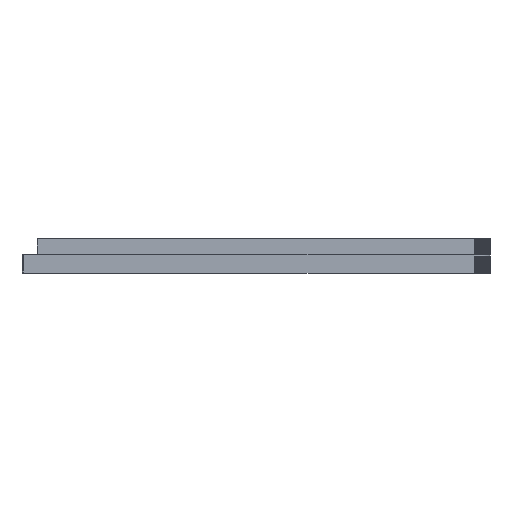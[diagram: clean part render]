
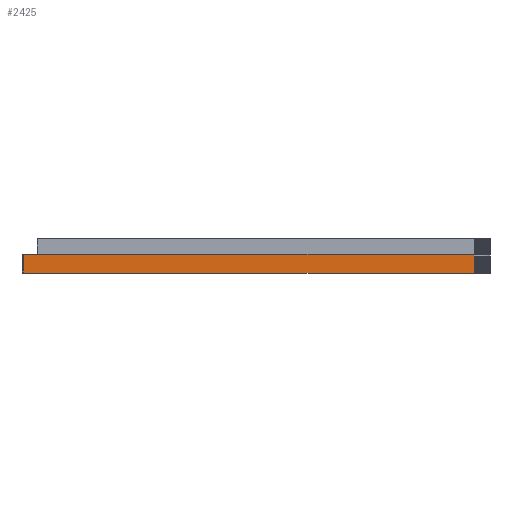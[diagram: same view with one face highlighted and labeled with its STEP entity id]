
A CAD part, front view. The second image highlights one B-rep face of the part: STEP entity #2425.
In plain terms, the highlighted free-form (B-spline) face has degree [1, 1] with [2, 2] control points.
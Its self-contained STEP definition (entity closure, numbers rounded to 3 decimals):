
#31 = B_SPLINE_SURFACE_WITH_KNOTS('',1,1,(
    (#32,#33)
    ,(#34,#35)),.UNSPECIFIED.,.F.,.F.,.F.,(2,2),(2,2),(-905.146,
    1035.917),(-2029.415,2029.415),
  .PIECEWISE_BEZIER_KNOTS.);
#32 = CARTESIAN_POINT('',(55.868,9.921,31.4
    ));
#33 = CARTESIAN_POINT('',(55.868,113.015,
    31.4));
#34 = CARTESIAN_POINT('',(6.565,9.921,31.4)
  );
#35 = CARTESIAN_POINT('',(6.565,113.015,31.4
    ));
#1304 = VERTEX_POINT('',#1305);
#1305 = CARTESIAN_POINT('',(54.218,11.518,
    31.4));
#1317 = B_SPLINE_SURFACE_WITH_KNOTS('',1,1,(
    (#1318,#1319)
    ,(#1320,#1321
    )),.UNSPECIFIED.,.F.,.F.,.F.,(2,2),(2,2),(0.,125.872),(
    -141.732,0.),.PIECEWISE_BEZIER_KNOTS.);
#1318 = CARTESIAN_POINT('',(54.218,9.921,
    35.));
#1319 = CARTESIAN_POINT('',(54.218,9.921,
    31.4));
#1320 = CARTESIAN_POINT('',(54.218,13.118,
    35.));
#1321 = CARTESIAN_POINT('',(54.218,13.118,
    31.4));
#1328 = EDGE_CURVE('',#1329,#1304,#1331,.T.);
#1329 = VERTEX_POINT('',#1330);
#1330 = CARTESIAN_POINT('',(6.715,11.518,
    31.4));
#1331 = SURFACE_CURVE('',#1332,(#1335,#1341),.PCURVE_S1.);
#1332 = B_SPLINE_CURVE_WITH_KNOTS('',1,(#1333,#1334),.UNSPECIFIED.,.F.,
  .F.,(2,2),(0.,1870.197),.PIECEWISE_BEZIER_KNOTS.);
#1333 = CARTESIAN_POINT('',(6.715,11.518,
    31.4));
#1334 = CARTESIAN_POINT('',(54.218,11.518,
    31.4));
#1335 = PCURVE('',#31,#1336);
#1336 = DEFINITIONAL_REPRESENTATION('',(#1337),#1340);
#1337 = B_SPLINE_CURVE_WITH_KNOTS('',1,(#1338,#1339),.UNSPECIFIED.,.F.,
  .F.,(2,2),(0.,1870.197),.PIECEWISE_BEZIER_KNOTS.);
#1338 = CARTESIAN_POINT('',(1030.011,-1966.535));
#1339 = CARTESIAN_POINT('',(-840.186,-1966.535));
#1340 = ( GEOMETRIC_REPRESENTATION_CONTEXT(2) 
PARAMETRIC_REPRESENTATION_CONTEXT() REPRESENTATION_CONTEXT('2D SPACE',''
  ) );
#1341 = PCURVE('',#1342,#1347);
#1342 = B_SPLINE_SURFACE_WITH_KNOTS('',1,1,(
    (#1343,#1344)
    ,(#1345,#1346
    )),.UNSPECIFIED.,.F.,.F.,.F.,(2,2),(2,2),(0.,1870.197),(-78.74,
    0.),.PIECEWISE_BEZIER_KNOTS.);
#1343 = CARTESIAN_POINT('',(6.715,11.518,
    33.4));
#1344 = CARTESIAN_POINT('',(6.715,11.518,
    31.4));
#1345 = CARTESIAN_POINT('',(54.218,11.518,
    33.4));
#1346 = CARTESIAN_POINT('',(54.218,11.518,
    31.4));
#1347 = DEFINITIONAL_REPRESENTATION('',(#1348),#1351);
#1348 = B_SPLINE_CURVE_WITH_KNOTS('',1,(#1349,#1350),.UNSPECIFIED.,.F.,
  .F.,(2,2),(0.,1870.197),.PIECEWISE_BEZIER_KNOTS.);
#1349 = CARTESIAN_POINT('',(0.,0.));
#1350 = CARTESIAN_POINT('',(1870.197,0.));
#1351 = ( GEOMETRIC_REPRESENTATION_CONTEXT(2) 
PARAMETRIC_REPRESENTATION_CONTEXT() REPRESENTATION_CONTEXT('2D SPACE',''
  ) );
#1367 = B_SPLINE_SURFACE_WITH_KNOTS('',1,1,(
    (#1368,#1369)
    ,(#1370,#1371
    )),.UNSPECIFIED.,.F.,.F.,.F.,(2,2),(2,2),(0.,0.403),(-78.74
    ,0.),.PIECEWISE_BEZIER_KNOTS.);
#1368 = CARTESIAN_POINT('',(6.705,11.518,
    33.4));
#1369 = CARTESIAN_POINT('',(6.705,11.518,
    31.4));
#1370 = CARTESIAN_POINT('',(6.715,11.518,
    33.4));
#1371 = CARTESIAN_POINT('',(6.715,11.518,
    31.4));
#2425 = ADVANCED_FACE('',(#2426),#1342,.F.);
#2426 = FACE_BOUND('',#2427,.F.);
#2427 = EDGE_LOOP('',(#2428,#2429,#2449,#2474));
#2428 = ORIENTED_EDGE('',*,*,#1328,.F.);
#2429 = ORIENTED_EDGE('',*,*,#2430,.T.);
#2430 = EDGE_CURVE('',#1329,#2431,#2433,.T.);
#2431 = VERTEX_POINT('',#2432);
#2432 = CARTESIAN_POINT('',(6.715,11.518,
    33.4));
#2433 = SURFACE_CURVE('',#2434,(#2437,#2443),.PCURVE_S1.);
#2434 = B_SPLINE_CURVE_WITH_KNOTS('',1,(#2435,#2436),.UNSPECIFIED.,.F.,
  .F.,(2,2),(0.,78.74),.PIECEWISE_BEZIER_KNOTS.);
#2435 = CARTESIAN_POINT('',(6.715,11.518,
    31.4));
#2436 = CARTESIAN_POINT('',(6.715,11.518,
    33.4));
#2437 = PCURVE('',#1342,#2438);
#2438 = DEFINITIONAL_REPRESENTATION('',(#2439),#2442);
#2439 = B_SPLINE_CURVE_WITH_KNOTS('',1,(#2440,#2441),.UNSPECIFIED.,.F.,
  .F.,(2,2),(0.,78.74),.PIECEWISE_BEZIER_KNOTS.);
#2440 = CARTESIAN_POINT('',(0.,0.));
#2441 = CARTESIAN_POINT('',(0.,-78.74));
#2442 = ( GEOMETRIC_REPRESENTATION_CONTEXT(2) 
PARAMETRIC_REPRESENTATION_CONTEXT() REPRESENTATION_CONTEXT('2D SPACE',''
  ) );
#2443 = PCURVE('',#1367,#2444);
#2444 = DEFINITIONAL_REPRESENTATION('',(#2445),#2448);
#2445 = B_SPLINE_CURVE_WITH_KNOTS('',1,(#2446,#2447),.UNSPECIFIED.,.F.,
  .F.,(2,2),(0.,78.74),.PIECEWISE_BEZIER_KNOTS.);
#2446 = CARTESIAN_POINT('',(0.403,0.));
#2447 = CARTESIAN_POINT('',(0.403,-78.74));
#2448 = ( GEOMETRIC_REPRESENTATION_CONTEXT(2) 
PARAMETRIC_REPRESENTATION_CONTEXT() REPRESENTATION_CONTEXT('2D SPACE',''
  ) );
#2449 = ORIENTED_EDGE('',*,*,#2450,.T.);
#2450 = EDGE_CURVE('',#2431,#2451,#2453,.T.);
#2451 = VERTEX_POINT('',#2452);
#2452 = CARTESIAN_POINT('',(54.218,11.518,
    33.4));
#2453 = SURFACE_CURVE('',#2454,(#2457,#2463),.PCURVE_S1.);
#2454 = B_SPLINE_CURVE_WITH_KNOTS('',1,(#2455,#2456),.UNSPECIFIED.,.F.,
  .F.,(2,2),(0.,1870.197),.PIECEWISE_BEZIER_KNOTS.);
#2455 = CARTESIAN_POINT('',(6.715,11.518,
    33.4));
#2456 = CARTESIAN_POINT('',(54.218,11.518,
    33.4));
#2457 = PCURVE('',#1342,#2458);
#2458 = DEFINITIONAL_REPRESENTATION('',(#2459),#2462);
#2459 = B_SPLINE_CURVE_WITH_KNOTS('',1,(#2460,#2461),.UNSPECIFIED.,.F.,
  .F.,(2,2),(0.,1870.197),.PIECEWISE_BEZIER_KNOTS.);
#2460 = CARTESIAN_POINT('',(0.,-78.74));
#2461 = CARTESIAN_POINT('',(1870.197,-78.74));
#2462 = ( GEOMETRIC_REPRESENTATION_CONTEXT(2) 
PARAMETRIC_REPRESENTATION_CONTEXT() REPRESENTATION_CONTEXT('2D SPACE',''
  ) );
#2463 = PCURVE('',#2464,#2469);
#2464 = B_SPLINE_SURFACE_WITH_KNOTS('',1,1,(
    (#2465,#2466)
    ,(#2467,#2468
    )),.UNSPECIFIED.,.F.,.F.,.F.,(2,2),(2,2),(-951.26,
    924.842),(-1966.535,1966.535),
  .PIECEWISE_BEZIER_KNOTS.);
#2465 = CARTESIAN_POINT('',(6.565,11.518,
    33.4));
#2466 = CARTESIAN_POINT('',(6.565,111.418,
    33.4));
#2467 = CARTESIAN_POINT('',(54.218,11.518,
    33.4));
#2468 = CARTESIAN_POINT('',(54.218,111.418,
    33.4));
#2469 = DEFINITIONAL_REPRESENTATION('',(#2470),#2473);
#2470 = B_SPLINE_CURVE_WITH_KNOTS('',1,(#2471,#2472),.UNSPECIFIED.,.F.,
  .F.,(2,2),(0.,1870.197),.PIECEWISE_BEZIER_KNOTS.);
#2471 = CARTESIAN_POINT('',(-945.355,-1966.535));
#2472 = CARTESIAN_POINT('',(924.842,-1966.535));
#2473 = ( GEOMETRIC_REPRESENTATION_CONTEXT(2) 
PARAMETRIC_REPRESENTATION_CONTEXT() REPRESENTATION_CONTEXT('2D SPACE',''
  ) );
#2474 = ORIENTED_EDGE('',*,*,#2475,.T.);
#2475 = EDGE_CURVE('',#2451,#1304,#2476,.T.);
#2476 = SURFACE_CURVE('',#2477,(#2480,#2486),.PCURVE_S1.);
#2477 = B_SPLINE_CURVE_WITH_KNOTS('',1,(#2478,#2479),.UNSPECIFIED.,.F.,
  .F.,(2,2),(-78.74,0.),.PIECEWISE_BEZIER_KNOTS.);
#2478 = CARTESIAN_POINT('',(54.218,11.518,
    33.4));
#2479 = CARTESIAN_POINT('',(54.218,11.518,
    31.4));
#2480 = PCURVE('',#1342,#2481);
#2481 = DEFINITIONAL_REPRESENTATION('',(#2482),#2485);
#2482 = B_SPLINE_CURVE_WITH_KNOTS('',1,(#2483,#2484),.UNSPECIFIED.,.F.,
  .F.,(2,2),(-78.74,0.),.PIECEWISE_BEZIER_KNOTS.);
#2483 = CARTESIAN_POINT('',(1870.197,-78.74));
#2484 = CARTESIAN_POINT('',(1870.197,0.));
#2485 = ( GEOMETRIC_REPRESENTATION_CONTEXT(2) 
PARAMETRIC_REPRESENTATION_CONTEXT() REPRESENTATION_CONTEXT('2D SPACE',''
  ) );
#2486 = PCURVE('',#1317,#2487);
#2487 = DEFINITIONAL_REPRESENTATION('',(#2488),#2491);
#2488 = B_SPLINE_CURVE_WITH_KNOTS('',1,(#2489,#2490),.UNSPECIFIED.,.F.,
  .F.,(2,2),(-78.74,0.),.PIECEWISE_BEZIER_KNOTS.);
#2489 = CARTESIAN_POINT('',(62.88,-78.74));
#2490 = CARTESIAN_POINT('',(62.88,0.));
#2491 = ( GEOMETRIC_REPRESENTATION_CONTEXT(2) 
PARAMETRIC_REPRESENTATION_CONTEXT() REPRESENTATION_CONTEXT('2D SPACE',''
  ) );
